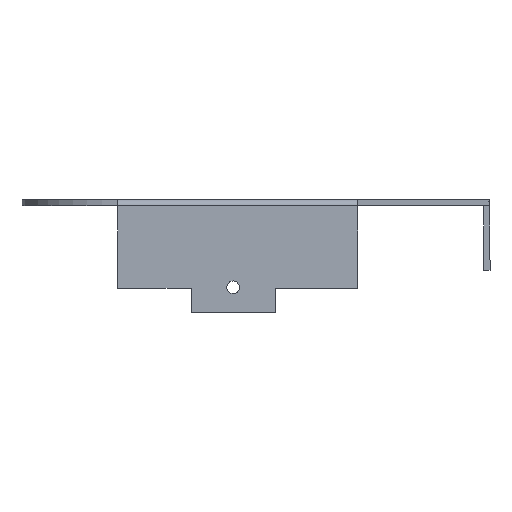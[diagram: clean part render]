
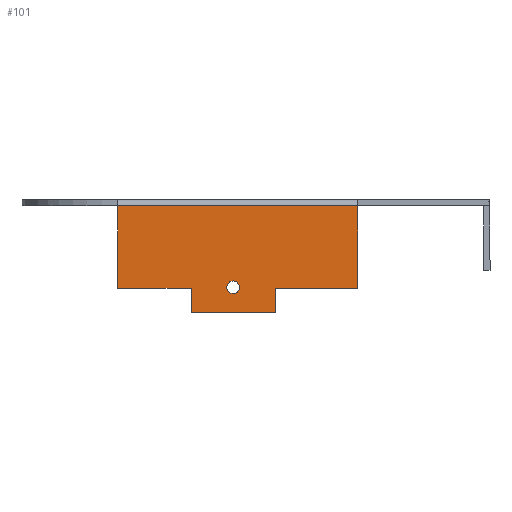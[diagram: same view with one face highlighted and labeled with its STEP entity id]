
A CAD part, left-side view. The second image highlights one B-rep face of the part: STEP entity #101.
In plain terms, the highlighted planar face has unit normal (-1, 0, 0).
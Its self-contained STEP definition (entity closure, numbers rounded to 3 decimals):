
#101 = ADVANCED_FACE ( 'NONE', ( #9039, #5625 ), #805, .F. ) ;
#229 = ORIENTED_EDGE ( 'NONE', *, *, #1773, .T. ) ;
#376 = CARTESIAN_POINT ( 'NONE',  ( -10.9, 0.95, -3.652 ) ) ;
#699 = VECTOR ( 'NONE', #4938, 1000. ) ;
#805 = PLANE ( 'NONE',  #8258 ) ;
#1115 = DIRECTION ( 'NONE',  ( 0., 0., 1. ) ) ;
#1415 = CARTESIAN_POINT ( 'NONE',  ( -10.9, 0., 0. ) ) ;
#1550 = VERTEX_POINT ( 'NONE', #10305 ) ;
#1580 = EDGE_CURVE ( 'NONE', #8488, #9431, #9083, .T. ) ;
#1773 = EDGE_CURVE ( 'NONE', #7307, #7512, #9826, .T. ) ;
#2171 = CARTESIAN_POINT ( 'NONE',  ( -10.9, -0.8, -3.7 ) ) ;
#2230 = DIRECTION ( 'NONE',  ( 0., -1., 0. ) ) ;
#2384 = CARTESIAN_POINT ( 'NONE',  ( -10.9, 0.95, -3.652 ) ) ;
#2397 = EDGE_CURVE ( 'NONE', #1550, #3259, #11489, .T. ) ;
#2481 = CIRCLE ( 'NONE', #5754, 0.262 ) ;
#3049 = DIRECTION ( 'NONE',  ( 0., -1., 0. ) ) ;
#3054 = VECTOR ( 'NONE', #1115, 1000. ) ;
#3259 = VERTEX_POINT ( 'NONE', #9390 ) ;
#3692 = CARTESIAN_POINT ( 'NONE',  ( -10.9, 0.95, -3.914 ) ) ;
#3832 = CARTESIAN_POINT ( 'NONE',  ( -10.9, 0., -3.7 ) ) ;
#4171 = DIRECTION ( 'NONE',  ( 0., 0., 1. ) ) ;
#4550 = ORIENTED_EDGE ( 'NONE', *, *, #8716, .T. ) ;
#4901 = VECTOR ( 'NONE', #7185, 1000. ) ;
#4938 = DIRECTION ( 'NONE',  ( 0., 0., -1. ) ) ;
#5017 = CARTESIAN_POINT ( 'NONE',  ( -10.9, 5.75, 0. ) ) ;
#5519 = CARTESIAN_POINT ( 'NONE',  ( -10.9, 2.7, -4.7 ) ) ;
#5625 = FACE_OUTER_BOUND ( 'NONE', #14078, .T. ) ;
#5661 = ORIENTED_EDGE ( 'NONE', *, *, #10046, .T. ) ;
#5754 = AXIS2_PLACEMENT_3D ( 'NONE', #2384, #14168, #5914 ) ;
#5914 = DIRECTION ( 'NONE',  ( 0., 0., 1. ) ) ;
#5921 = CARTESIAN_POINT ( 'NONE',  ( -10.9, 2.7, -4.7 ) ) ;
#6532 = CARTESIAN_POINT ( 'NONE',  ( -10.9, -0.8, -4.7 ) ) ;
#6599 = VERTEX_POINT ( 'NONE', #6532 ) ;
#6870 = ORIENTED_EDGE ( 'NONE', *, *, #1580, .T. ) ;
#6894 = VECTOR ( 'NONE', #10234, 1000. ) ;
#6943 = DIRECTION ( 'NONE',  ( 0., 0., -1. ) ) ;
#6991 = CIRCLE ( 'NONE', #11907, 0.262 ) ;
#7096 = CARTESIAN_POINT ( 'NONE',  ( -10.9, -4.25, 0. ) ) ;
#7150 = EDGE_CURVE ( 'NONE', #9431, #6599, #7980, .T. ) ;
#7185 = DIRECTION ( 'NONE',  ( 0., -1., 0. ) ) ;
#7307 = VERTEX_POINT ( 'NONE', #12043 ) ;
#7453 = DIRECTION ( 'NONE',  ( -1., 0., 0. ) ) ;
#7454 = EDGE_LOOP ( 'NONE', ( #9912, #13741 ) ) ;
#7512 = VERTEX_POINT ( 'NONE', #14816 ) ;
#7980 = LINE ( 'NONE', #13668, #11183 ) ;
#8160 = CARTESIAN_POINT ( 'NONE',  ( -10.9, 0.95, -3.39 ) ) ;
#8258 = AXIS2_PLACEMENT_3D ( 'NONE', #1415, #10334, #6943 ) ;
#8345 = LINE ( 'NONE', #14196, #8887 ) ;
#8453 = EDGE_CURVE ( 'NONE', #7307, #3259, #12868, .T. ) ;
#8454 = EDGE_CURVE ( 'NONE', #9755, #8997, #2481, .T. ) ;
#8488 = VERTEX_POINT ( 'NONE', #13319 ) ;
#8716 = EDGE_CURVE ( 'NONE', #11476, #1550, #13049, .T. ) ;
#8887 = VECTOR ( 'NONE', #10726, 1000. ) ;
#8997 = VERTEX_POINT ( 'NONE', #3692 ) ;
#9039 = FACE_BOUND ( 'NONE', #7454, .T. ) ;
#9083 = LINE ( 'NONE', #5519, #6894 ) ;
#9114 = EDGE_CURVE ( 'NONE', #6599, #11476, #8345, .T. ) ;
#9196 = VECTOR ( 'NONE', #2230, 1000. ) ;
#9228 = ORIENTED_EDGE ( 'NONE', *, *, #2397, .T. ) ;
#9390 = CARTESIAN_POINT ( 'NONE',  ( -10.9, -4.25, -0.26 ) ) ;
#9431 = VERTEX_POINT ( 'NONE', #5921 ) ;
#9755 = VERTEX_POINT ( 'NONE', #8160 ) ;
#9826 = LINE ( 'NONE', #5017, #699 ) ;
#9912 = ORIENTED_EDGE ( 'NONE', *, *, #8454, .F. ) ;
#10046 = EDGE_CURVE ( 'NONE', #7512, #8488, #12840, .T. ) ;
#10234 = DIRECTION ( 'NONE',  ( 0., 0., -1. ) ) ;
#10305 = CARTESIAN_POINT ( 'NONE',  ( -10.9, -4.25, -3.7 ) ) ;
#10334 = DIRECTION ( 'NONE',  ( 1., 0., 0. ) ) ;
#10471 = CARTESIAN_POINT ( 'NONE',  ( -10.9, -4.25, -0.26 ) ) ;
#10523 = CARTESIAN_POINT ( 'NONE',  ( -10.9, 0., -3.7 ) ) ;
#10594 = DIRECTION ( 'NONE',  ( 0., -1., 0. ) ) ;
#10726 = DIRECTION ( 'NONE',  ( 0., 0., 1. ) ) ;
#11183 = VECTOR ( 'NONE', #3049, 1000. ) ;
#11476 = VERTEX_POINT ( 'NONE', #2171 ) ;
#11489 = LINE ( 'NONE', #7096, #3054 ) ;
#11873 = ORIENTED_EDGE ( 'NONE', *, *, #9114, .T. ) ;
#11907 = AXIS2_PLACEMENT_3D ( 'NONE', #376, #7453, #4171 ) ;
#12043 = CARTESIAN_POINT ( 'NONE',  ( -10.9, 5.75, -0.26 ) ) ;
#12840 = LINE ( 'NONE', #10523, #14845 ) ;
#12868 = LINE ( 'NONE', #10471, #9196 ) ;
#13049 = LINE ( 'NONE', #3832, #4901 ) ;
#13294 = EDGE_CURVE ( 'NONE', #8997, #9755, #6991, .T. ) ;
#13319 = CARTESIAN_POINT ( 'NONE',  ( -10.9, 2.7, -3.7 ) ) ;
#13668 = CARTESIAN_POINT ( 'NONE',  ( -10.9, 2.7, -4.7 ) ) ;
#13741 = ORIENTED_EDGE ( 'NONE', *, *, #13294, .F. ) ;
#13827 = ORIENTED_EDGE ( 'NONE', *, *, #7150, .T. ) ;
#14078 = EDGE_LOOP ( 'NONE', ( #14449, #229, #5661, #6870, #13827, #11873, #4550, #9228 ) ) ;
#14168 = DIRECTION ( 'NONE',  ( -1., 0., 0. ) ) ;
#14196 = CARTESIAN_POINT ( 'NONE',  ( -10.9, -0.8, -4.7 ) ) ;
#14449 = ORIENTED_EDGE ( 'NONE', *, *, #8453, .F. ) ;
#14816 = CARTESIAN_POINT ( 'NONE',  ( -10.9, 5.75, -3.7 ) ) ;
#14845 = VECTOR ( 'NONE', #10594, 1000. ) ;
